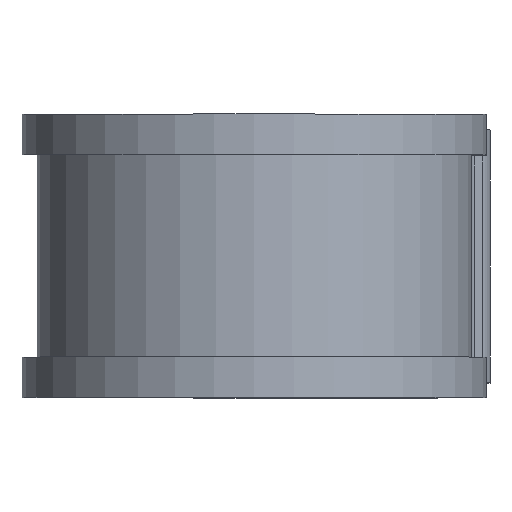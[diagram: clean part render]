
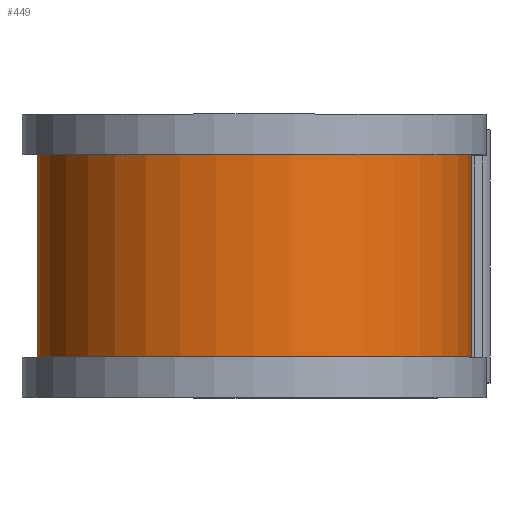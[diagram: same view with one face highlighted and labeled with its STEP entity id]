
A CAD part, top view. The second image highlights one B-rep face of the part: STEP entity #449.
In plain terms, the highlighted cylindrical face has radius 21.793 mm (diameter 43.586 mm), a partial arc.
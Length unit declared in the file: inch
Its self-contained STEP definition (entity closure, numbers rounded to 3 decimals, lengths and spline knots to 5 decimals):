
#57 = CARTESIAN_POINT ( 'NONE',  ( 0., 0.5, 0. ) ) ;
#106 = FACE_OUTER_BOUND ( 'NONE', #768, .T. ) ;
#144 = CARTESIAN_POINT ( 'NONE',  ( 0., -0.4, -0.858 ) ) ;
#200 = AXIS2_PLACEMENT_3D ( 'NONE', #443, #1358, #590 ) ;
#308 = DIRECTION ( 'NONE',  ( 0., 0., -1. ) ) ;
#314 = DIRECTION ( 'NONE',  ( 0., -1., 0. ) ) ;
#323 = CARTESIAN_POINT ( 'NONE',  ( 0., 0.4, 0. ) ) ;
#332 = DIRECTION ( 'NONE',  ( 0., -1., 0. ) ) ;
#427 = EDGE_CURVE ( 'NONE', #1345, #1614, #1245, .T. ) ;
#443 = CARTESIAN_POINT ( 'NONE',  ( 0., -0.4, 0. ) ) ;
#449 = ADVANCED_FACE ( 'NONE', ( #106 ), #490, .T. ) ;
#481 = AXIS2_PLACEMENT_3D ( 'NONE', #57, #332, #1360 ) ;
#490 = CYLINDRICAL_SURFACE ( 'NONE', #481, 0.858 ) ;
#550 = VECTOR ( 'NONE', #1656, 39.37008 ) ;
#590 = DIRECTION ( 'NONE',  ( 0., 0., -1. ) ) ;
#660 = ORIENTED_EDGE ( 'NONE', *, *, #1646, .T. ) ;
#768 = EDGE_LOOP ( 'NONE', ( #1456, #1729, #660, #1667 ) ) ;
#794 = LINE ( 'NONE', #858, #1137 ) ;
#806 = VERTEX_POINT ( 'NONE', #144 ) ;
#820 = CARTESIAN_POINT ( 'NONE',  ( 0.858, 0.5, 0. ) ) ;
#858 = CARTESIAN_POINT ( 'NONE',  ( 0., 0.5, -0.858 ) ) ;
#965 = AXIS2_PLACEMENT_3D ( 'NONE', #323, #314, #308 ) ;
#1121 = CIRCLE ( 'NONE', #965, 0.858 ) ;
#1137 = VECTOR ( 'NONE', #1745, 39.37008 ) ;
#1141 = EDGE_CURVE ( 'NONE', #1345, #1572, #1121, .T. ) ;
#1226 = CARTESIAN_POINT ( 'NONE',  ( 0.858, -0.4, 0. ) ) ;
#1245 = LINE ( 'NONE', #820, #550 ) ;
#1345 = VERTEX_POINT ( 'NONE', #1548 ) ;
#1358 = DIRECTION ( 'NONE',  ( 0., -1., 0. ) ) ;
#1360 = DIRECTION ( 'NONE',  ( 0., 0., -1. ) ) ;
#1456 = ORIENTED_EDGE ( 'NONE', *, *, #427, .F. ) ;
#1469 = CIRCLE ( 'NONE', #200, 0.858 ) ;
#1548 = CARTESIAN_POINT ( 'NONE',  ( 0.858, 0.4, 0. ) ) ;
#1572 = VERTEX_POINT ( 'NONE', #1730 ) ;
#1614 = VERTEX_POINT ( 'NONE', #1226 ) ;
#1646 = EDGE_CURVE ( 'NONE', #1572, #806, #794, .T. ) ;
#1656 = DIRECTION ( 'NONE',  ( 0., -1., 0. ) ) ;
#1657 = EDGE_CURVE ( 'NONE', #1614, #806, #1469, .T. ) ;
#1667 = ORIENTED_EDGE ( 'NONE', *, *, #1657, .F. ) ;
#1729 = ORIENTED_EDGE ( 'NONE', *, *, #1141, .T. ) ;
#1730 = CARTESIAN_POINT ( 'NONE',  ( 0., 0.4, -0.858 ) ) ;
#1745 = DIRECTION ( 'NONE',  ( 0., -1., 0. ) ) ;
